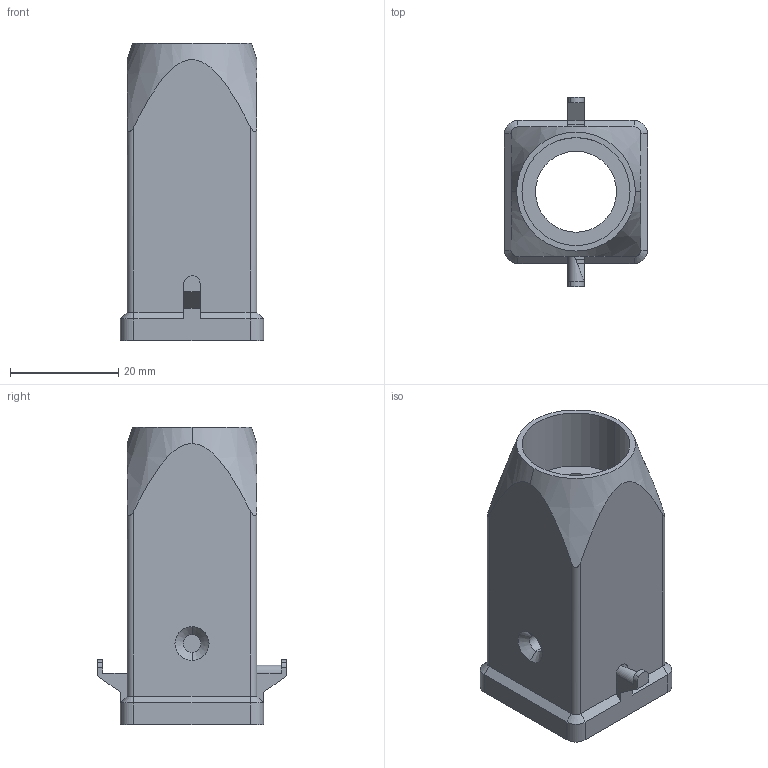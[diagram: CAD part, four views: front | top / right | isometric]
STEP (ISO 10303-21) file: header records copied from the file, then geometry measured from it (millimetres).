
FILE_DESCRIPTION((''),'2;1');
FILE_NAME('MK VN20.stp','2006-12-07T10:34:52',('gembarski'),(''),'Autodesk Inventor 7','Autodesk Inventor 7','');
FILE_SCHEMA(('AUTOMOTIVE_DESIGN { 1 0 10303 214 1 1 1 1 }'));
Length unit declared in the file: millimetre
Products named in the file (1): CK-MK Tüllengehäuse Größe 21_21 Kunststoff VS
Bounding box: 26.5 x 35 x 55 mm (x, y, z)
Volume: 7926.9 mm3; surface area: 10447.7 mm2
Topology: 1 solids, 1 shells, 132 faces, 345 edges, 224 vertices
Faces by surface type: plane 72, cylinder 44, cone 9, bspline 7
Entity records: 4108 total; most frequent: CARTESIAN_POINT 795, ORIENTED_EDGE 690, DIRECTION 679, EDGE_CURVE 345, VECTOR 239, LINE 239, VERTEX_POINT 224, AXIS2_PLACEMENT_3D 220
